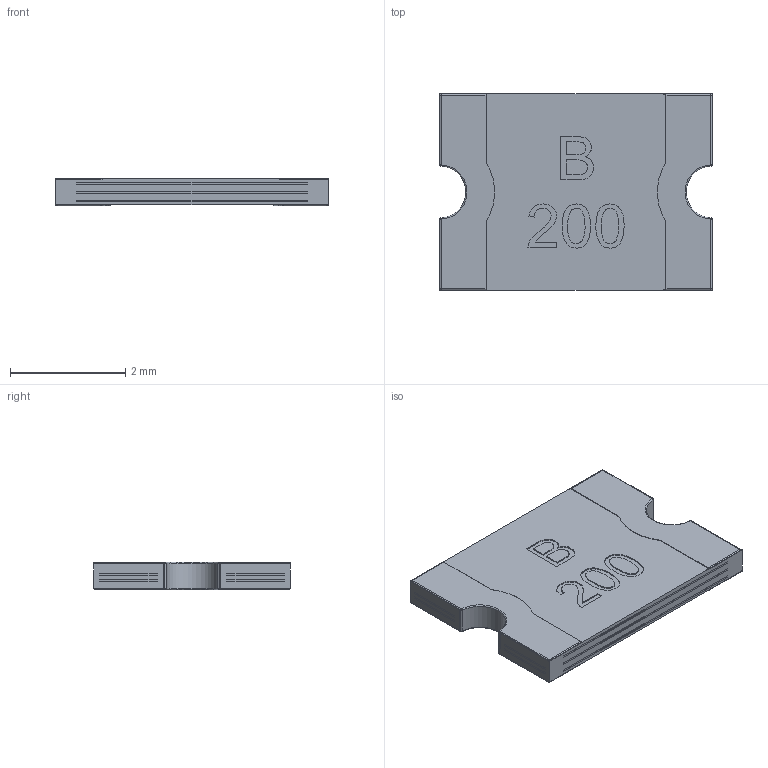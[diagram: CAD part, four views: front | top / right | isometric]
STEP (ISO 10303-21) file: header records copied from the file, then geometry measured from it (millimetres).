
FILE_DESCRIPTION(/* description */ (''),/* implementation_level */ '2;1');
FILE_NAME(/* name */ 'BSMD1812.step',/* time_stamp */ '2023-05-03T02:10:10+04:00',/* author */ (''),/* organization */ (''),/* preprocessor_version */ 'ST-DEVELOPER v19.2',/* originating_system */ 'Autodesk Translation Framework v12.4.0.73',/* authorisation */ '');
FILE_SCHEMA (('AUTOMOTIVE_DESIGN { 1 0 10303 214 3 1 1 }'));
Length unit declared in the file: millimetre
Products named in the file (1): (Unsaved)
Bounding box: 4.73 x 3.41 x 0.48 mm (x, y, z)
Volume: 7.1 mm3; surface area: 39.6 mm2
Topology: 1 solids, 1 shells, 267 faces, 695 edges, 432 vertices
Faces by surface type: plane 123, bspline 82, cylinder 36, sphere 20, torus 6
Entity records: 8844 total; most frequent: CARTESIAN_POINT 2769, ORIENTED_EDGE 1350, DIRECTION 983, EDGE_CURVE 675, VERTEX_POINT 432, LINE 411, VECTOR 411, EDGE_LOOP 289
